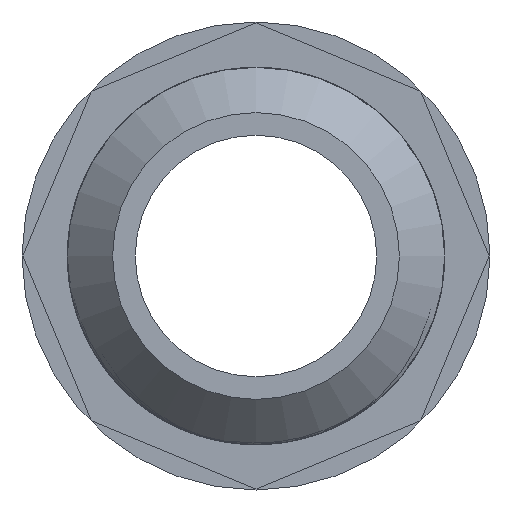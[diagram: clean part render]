
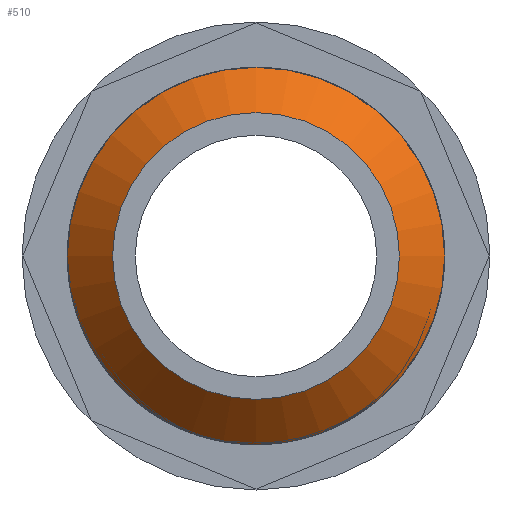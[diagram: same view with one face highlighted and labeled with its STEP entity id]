
A CAD part, front view. The second image highlights one B-rep face of the part: STEP entity #510.
In plain terms, the highlighted conical face has half-angle 45 degrees and reference radius 7.33 mm.
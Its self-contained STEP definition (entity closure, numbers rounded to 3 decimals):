
#91=CONICAL_SURFACE('',#556,7.33,45.);
#107=FACE_BOUND('',#171,.T.);
#129=FACE_OUTER_BOUND('',#170,.T.);
#170=EDGE_LOOP('',(#366));
#171=EDGE_LOOP('',(#367));
#221=CIRCLE('',#547,8.33);
#227=CIRCLE('',#557,6.33);
#243=VERTEX_POINT('',#733);
#249=VERTEX_POINT('',#749);
#293=EDGE_CURVE('',#243,#243,#221,.T.);
#299=EDGE_CURVE('',#249,#249,#227,.T.);
#366=ORIENTED_EDGE('',*,*,#299,.T.);
#367=ORIENTED_EDGE('',*,*,#293,.T.);
#510=ADVANCED_FACE('',(#129,#107),#91,.T.);
#547=AXIS2_PLACEMENT_3D('',#734,#603,#604);
#556=AXIS2_PLACEMENT_3D('',#748,#621,#622);
#557=AXIS2_PLACEMENT_3D('',#750,#623,#624);
#603=DIRECTION('center_axis',(0.,-1.,0.));
#604=DIRECTION('ref_axis',(0.,0.,-1.));
#621=DIRECTION('center_axis',(0.,1.,0.));
#622=DIRECTION('ref_axis',(0.,0.,-1.));
#623=DIRECTION('center_axis',(0.,1.,0.));
#624=DIRECTION('ref_axis',(0.,0.,-1.));
#733=CARTESIAN_POINT('',(0.,-12.006,30.989));
#734=CARTESIAN_POINT('Origin',(0.,-12.006,22.659));
#748=CARTESIAN_POINT('Origin',(0.,-13.006,22.659));
#749=CARTESIAN_POINT('',(0.,-14.006,28.989));
#750=CARTESIAN_POINT('Origin',(0.,-14.006,22.659));
